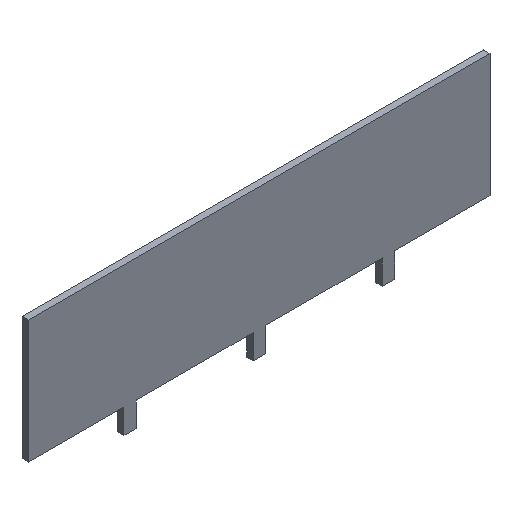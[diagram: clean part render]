
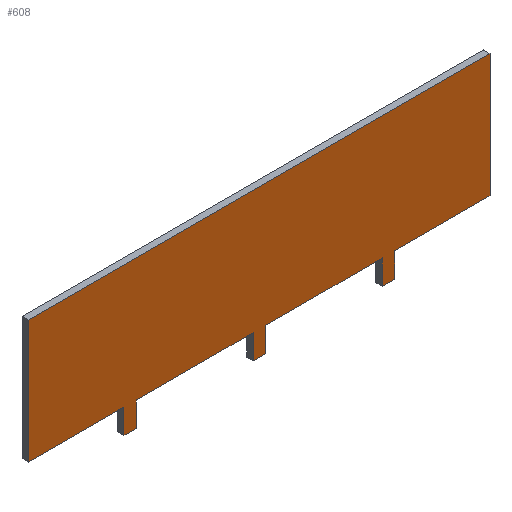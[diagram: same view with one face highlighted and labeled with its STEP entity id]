
A CAD part, isometric view. The second image highlights one B-rep face of the part: STEP entity #608.
In plain terms, the highlighted planar face has unit normal (0, -1, 0).
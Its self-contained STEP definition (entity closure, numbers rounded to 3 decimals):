
#70=CARTESIAN_POINT('',(18.75,-0.27,10.0));
#71=VERTEX_POINT('',#70);
#72=CARTESIAN_POINT('',(18.75,-0.27,0.));
#73=VERTEX_POINT('',#72);
#74=CARTESIAN_POINT('',(18.75,-0.27,10.0));
#75=DIRECTION('',(0.0,0.0,-1.0));
#76=VECTOR('',#75,10.0);
#77=LINE('',#74,#76);
#78=EDGE_CURVE('',#71,#73,#77,.T.);
#110=CARTESIAN_POINT('',(11.0,-0.27,0.));
#111=VERTEX_POINT('',#110);
#112=CARTESIAN_POINT('',(18.75,-0.27,0.));
#113=DIRECTION('',(-1.0,0.0,0.0));
#114=VECTOR('',#113,7.75);
#115=LINE('',#112,#114);
#116=EDGE_CURVE('',#73,#111,#115,.T.);
#141=CARTESIAN_POINT('',(11.0,-0.27,-2.));
#142=VERTEX_POINT('',#141);
#143=CARTESIAN_POINT('',(11.0,-0.27,0.));
#144=DIRECTION('',(0.0,0.0,-1.0));
#145=VECTOR('',#144,2.);
#146=LINE('',#143,#145);
#147=EDGE_CURVE('',#111,#142,#146,.T.);
#172=CARTESIAN_POINT('',(10.,-0.27,-2.));
#173=VERTEX_POINT('',#172);
#174=CARTESIAN_POINT('',(11.,-0.27,-2.));
#175=DIRECTION('',(-1.0,0.0,0.0));
#176=VECTOR('',#175,1.0);
#177=LINE('',#174,#176);
#178=EDGE_CURVE('',#142,#173,#177,.T.);
#203=CARTESIAN_POINT('',(10.,-0.27,0.));
#204=VERTEX_POINT('',#203);
#205=CARTESIAN_POINT('',(10.,-0.27,-2.));
#206=DIRECTION('',(0.0,0.0,1.0));
#207=VECTOR('',#206,2.0);
#208=LINE('',#205,#207);
#209=EDGE_CURVE('',#173,#204,#208,.T.);
#234=CARTESIAN_POINT('',(0.5,-0.27,0.));
#235=VERTEX_POINT('',#234);
#236=CARTESIAN_POINT('',(10.,-0.27,0.));
#237=DIRECTION('',(-1.0,0.0,0.0));
#238=VECTOR('',#237,9.5);
#239=LINE('',#236,#238);
#240=EDGE_CURVE('',#204,#235,#239,.T.);
#265=CARTESIAN_POINT('',(0.5,-0.27,-2.0));
#266=VERTEX_POINT('',#265);
#267=CARTESIAN_POINT('',(0.5,-0.27,0.));
#268=DIRECTION('',(0.0,0.0,-1.0));
#269=VECTOR('',#268,2.);
#270=LINE('',#267,#269);
#271=EDGE_CURVE('',#235,#266,#270,.T.);
#296=CARTESIAN_POINT('',(-0.5,-0.27,-2.0));
#297=VERTEX_POINT('',#296);
#298=CARTESIAN_POINT('',(0.5,-0.27,-2.0));
#299=DIRECTION('',(-1.0,0.0,0.0));
#300=VECTOR('',#299,1.0);
#301=LINE('',#298,#300);
#302=EDGE_CURVE('',#266,#297,#301,.T.);
#327=CARTESIAN_POINT('',(-0.5,-0.27,0.));
#328=VERTEX_POINT('',#327);
#329=CARTESIAN_POINT('',(-0.5,-0.27,-2.0));
#330=DIRECTION('',(0.0,0.0,1.0));
#331=VECTOR('',#330,2.0);
#332=LINE('',#329,#331);
#333=EDGE_CURVE('',#297,#328,#332,.T.);
#358=CARTESIAN_POINT('',(-10.0,-0.27,0.));
#359=VERTEX_POINT('',#358);
#360=CARTESIAN_POINT('',(-0.5,-0.27,0.));
#361=DIRECTION('',(-1.0,0.0,0.0));
#362=VECTOR('',#361,9.5);
#363=LINE('',#360,#362);
#364=EDGE_CURVE('',#328,#359,#363,.T.);
#389=CARTESIAN_POINT('',(-10.0,-0.27,-2.));
#390=VERTEX_POINT('',#389);
#391=CARTESIAN_POINT('',(-10.0,-0.27,0.));
#392=DIRECTION('',(0.0,0.0,-1.0));
#393=VECTOR('',#392,2.);
#394=LINE('',#391,#393);
#395=EDGE_CURVE('',#359,#390,#394,.T.);
#420=CARTESIAN_POINT('',(-11.0,-0.27,-2.));
#421=VERTEX_POINT('',#420);
#422=CARTESIAN_POINT('',(-10.0,-0.27,-2.));
#423=DIRECTION('',(-1.0,0.0,0.0));
#424=VECTOR('',#423,1.0);
#425=LINE('',#422,#424);
#426=EDGE_CURVE('',#390,#421,#425,.T.);
#451=CARTESIAN_POINT('',(-11.0,-0.27,0.));
#452=VERTEX_POINT('',#451);
#453=CARTESIAN_POINT('',(-11.0,-0.27,-2.));
#454=DIRECTION('',(0.0,0.0,1.0));
#455=VECTOR('',#454,2.0);
#456=LINE('',#453,#455);
#457=EDGE_CURVE('',#421,#452,#456,.T.);
#482=CARTESIAN_POINT('',(-18.75,-0.27,0.));
#483=VERTEX_POINT('',#482);
#484=CARTESIAN_POINT('',(-11.0,-0.27,0.));
#485=DIRECTION('',(-1.0,0.0,0.0));
#486=VECTOR('',#485,7.75);
#487=LINE('',#484,#486);
#488=EDGE_CURVE('',#452,#483,#487,.T.);
#513=CARTESIAN_POINT('',(-18.75,-0.27,10.0));
#514=VERTEX_POINT('',#513);
#515=CARTESIAN_POINT('',(-18.75,-0.27,0.));
#516=DIRECTION('',(0.0,0.0,1.0));
#517=VECTOR('',#516,10.);
#518=LINE('',#515,#517);
#519=EDGE_CURVE('',#483,#514,#518,.T.);
#544=CARTESIAN_POINT('',(-18.75,-0.27,10.));
#545=DIRECTION('',(1.0,0.0,0.0));
#546=VECTOR('',#545,37.5);
#547=LINE('',#544,#546);
#548=EDGE_CURVE('',#514,#71,#547,.T.);
#585=CARTESIAN_POINT('',(0.0,-0.27,6.441));
#586=DIRECTION('',(0.0,1.0,0.0));
#587=DIRECTION('',(0.0,0.0,1.0));
#588=AXIS2_PLACEMENT_3D('',#585,#586,#587);
#589=PLANE('',#588);
#590=ORIENTED_EDGE('',*,*,#78,.F.);
#591=ORIENTED_EDGE('',*,*,#548,.F.);
#592=ORIENTED_EDGE('',*,*,#519,.F.);
#593=ORIENTED_EDGE('',*,*,#488,.F.);
#594=ORIENTED_EDGE('',*,*,#457,.F.);
#595=ORIENTED_EDGE('',*,*,#426,.F.);
#596=ORIENTED_EDGE('',*,*,#395,.F.);
#597=ORIENTED_EDGE('',*,*,#364,.F.);
#598=ORIENTED_EDGE('',*,*,#333,.F.);
#599=ORIENTED_EDGE('',*,*,#302,.F.);
#600=ORIENTED_EDGE('',*,*,#271,.F.);
#601=ORIENTED_EDGE('',*,*,#240,.F.);
#602=ORIENTED_EDGE('',*,*,#209,.F.);
#603=ORIENTED_EDGE('',*,*,#178,.F.);
#604=ORIENTED_EDGE('',*,*,#147,.F.);
#605=ORIENTED_EDGE('',*,*,#116,.F.);
#606=EDGE_LOOP('',(#590,#591,#592,#593,#594,#595,#596,#597,#598,#599,#600,#601,#602,#603,#604,#605));
#607=FACE_OUTER_BOUND('',#606,.T.);
#608=ADVANCED_FACE('',(#607),#589,.F.);
